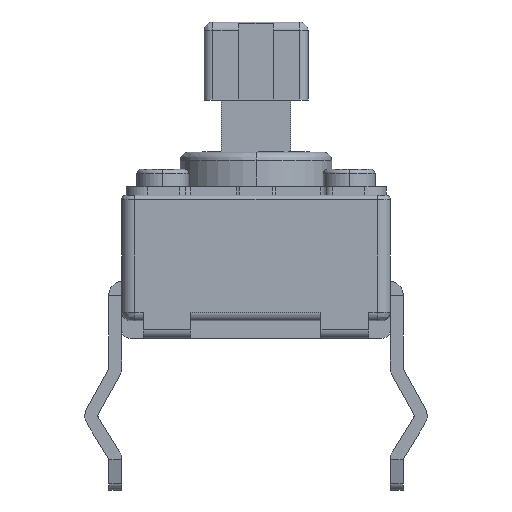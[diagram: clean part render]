
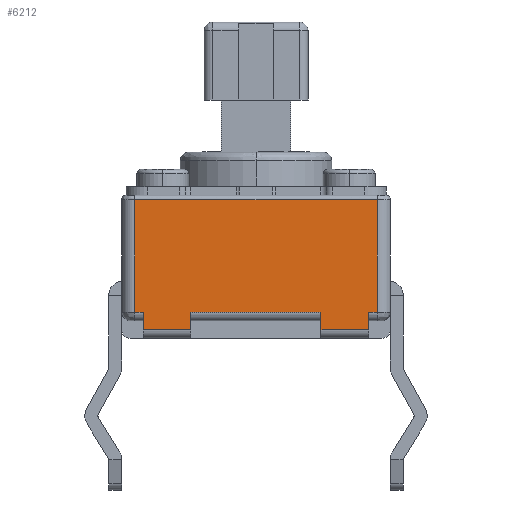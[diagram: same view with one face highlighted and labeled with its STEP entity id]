
A CAD part, front view. The second image highlights one B-rep face of the part: STEP entity #6212.
In plain terms, the highlighted planar face has unit normal (0, -1, 0).
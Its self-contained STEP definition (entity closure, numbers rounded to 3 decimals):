
#2310 = VERTEX_POINT('',#2311);
#2311 = CARTESIAN_POINT('',(1.5,-3.1,0.2));
#2318 = EDGE_CURVE('',#2310,#2319,#2321,.T.);
#2319 = VERTEX_POINT('',#2320);
#2320 = CARTESIAN_POINT('',(1.5,-3.1,0.6));
#2321 = LINE('',#2322,#2323);
#2322 = CARTESIAN_POINT('',(1.5,-3.1,0.4));
#2323 = VECTOR('',#2324,1.);
#2324 = DIRECTION('',(0.,0.,1.));
#2341 = EDGE_CURVE('',#2342,#2344,#2346,.T.);
#2342 = VERTEX_POINT('',#2343);
#2343 = CARTESIAN_POINT('',(-1.5,-3.1,0.6));
#2344 = VERTEX_POINT('',#2345);
#2345 = CARTESIAN_POINT('',(-1.5,-3.1,0.2));
#2346 = LINE('',#2347,#2348);
#2347 = CARTESIAN_POINT('',(-1.5,-3.1,0.4));
#2348 = VECTOR('',#2349,1.);
#2349 = DIRECTION('',(0.,0.,-1.));
#3838 = VERTEX_POINT('',#3839);
#3839 = CARTESIAN_POINT('',(-2.6,-3.1,0.2));
#3846 = EDGE_CURVE('',#3838,#3847,#3849,.T.);
#3847 = VERTEX_POINT('',#3848);
#3848 = CARTESIAN_POINT('',(-2.6,-3.1,0.6));
#3849 = LINE('',#3850,#3851);
#3850 = CARTESIAN_POINT('',(-2.6,-3.1,0.4));
#3851 = VECTOR('',#3852,1.);
#3852 = DIRECTION('',(0.,0.,1.));
#4661 = VERTEX_POINT('',#4662);
#4662 = CARTESIAN_POINT('',(2.6,-3.1,0.6));
#4669 = EDGE_CURVE('',#4661,#4670,#4672,.T.);
#4670 = VERTEX_POINT('',#4671);
#4671 = CARTESIAN_POINT('',(2.6,-3.1,0.2));
#4672 = LINE('',#4673,#4674);
#4673 = CARTESIAN_POINT('',(2.6,-3.1,0.4));
#4674 = VECTOR('',#4675,1.);
#4675 = DIRECTION('',(0.,0.,-1.));
#4702 = EDGE_CURVE('',#2319,#2342,#4703,.T.);
#4703 = LINE('',#4704,#4705);
#4704 = CARTESIAN_POINT('',(0.,-3.1,0.6));
#4705 = VECTOR('',#4706,1.);
#4706 = DIRECTION('',(-1.,0.,0.));
#4718 = EDGE_CURVE('',#2344,#3838,#4719,.T.);
#4719 = LINE('',#4720,#4721);
#4720 = CARTESIAN_POINT('',(0.,-3.1,0.2));
#4721 = VECTOR('',#4722,1.);
#4722 = DIRECTION('',(-1.,0.,0.));
#4736 = VERTEX_POINT('',#4737);
#4737 = CARTESIAN_POINT('',(-2.8,-3.1,0.6));
#4751 = EDGE_CURVE('',#3847,#4736,#4752,.T.);
#4752 = LINE('',#4753,#4754);
#4753 = CARTESIAN_POINT('',(0.,-3.1,0.6));
#4754 = VECTOR('',#4755,1.);
#4755 = DIRECTION('',(-1.,0.,0.));
#4768 = VERTEX_POINT('',#4769);
#4769 = CARTESIAN_POINT('',(-2.8,-3.1,3.2));
#4776 = EDGE_CURVE('',#4768,#4777,#4779,.T.);
#4777 = VERTEX_POINT('',#4778);
#4778 = CARTESIAN_POINT('',(2.8,-3.1,3.2));
#4779 = LINE('',#4780,#4781);
#4780 = CARTESIAN_POINT('',(0.,-3.1,3.2));
#4781 = VECTOR('',#4782,1.);
#4782 = DIRECTION('',(1.,0.,0.));
#4832 = EDGE_CURVE('',#4670,#2310,#4833,.T.);
#4833 = LINE('',#4834,#4835);
#4834 = CARTESIAN_POINT('',(0.,-3.1,0.2));
#4835 = VECTOR('',#4836,1.);
#4836 = DIRECTION('',(-1.,0.,0.));
#4848 = VERTEX_POINT('',#4849);
#4849 = CARTESIAN_POINT('',(2.8,-3.1,0.6));
#4858 = EDGE_CURVE('',#4848,#4661,#4859,.T.);
#4859 = LINE('',#4860,#4861);
#4860 = CARTESIAN_POINT('',(0.,-3.1,0.6));
#4861 = VECTOR('',#4862,1.);
#4862 = DIRECTION('',(-1.,0.,0.));
#6212 = ADVANCED_FACE('',(#6213),#6237,.F.);
#6213 = FACE_BOUND('',#6214,.T.);
#6214 = EDGE_LOOP('',(#6215,#6216,#6217,#6218,#6224,#6225,#6231,#6232,
    #6233,#6234,#6235,#6236));
#6215 = ORIENTED_EDGE('',*,*,#4832,.F.);
#6216 = ORIENTED_EDGE('',*,*,#4669,.F.);
#6217 = ORIENTED_EDGE('',*,*,#4858,.F.);
#6218 = ORIENTED_EDGE('',*,*,#6219,.F.);
#6219 = EDGE_CURVE('',#4777,#4848,#6220,.T.);
#6220 = LINE('',#6221,#6222);
#6221 = CARTESIAN_POINT('',(2.8,-3.1,3.3));
#6222 = VECTOR('',#6223,1.);
#6223 = DIRECTION('',(0.,0.,-1.));
#6224 = ORIENTED_EDGE('',*,*,#4776,.F.);
#6225 = ORIENTED_EDGE('',*,*,#6226,.F.);
#6226 = EDGE_CURVE('',#4736,#4768,#6227,.T.);
#6227 = LINE('',#6228,#6229);
#6228 = CARTESIAN_POINT('',(-2.8,-3.1,3.3));
#6229 = VECTOR('',#6230,1.);
#6230 = DIRECTION('',(0.,0.,1.));
#6231 = ORIENTED_EDGE('',*,*,#4751,.F.);
#6232 = ORIENTED_EDGE('',*,*,#3846,.F.);
#6233 = ORIENTED_EDGE('',*,*,#4718,.F.);
#6234 = ORIENTED_EDGE('',*,*,#2341,.F.);
#6235 = ORIENTED_EDGE('',*,*,#4702,.F.);
#6236 = ORIENTED_EDGE('',*,*,#2318,.F.);
#6237 = PLANE('',#6238);
#6238 = AXIS2_PLACEMENT_3D('',#6239,#6240,#6241);
#6239 = CARTESIAN_POINT('',(0.,-3.1,3.3));
#6240 = DIRECTION('',(-0.,1.,0.));
#6241 = DIRECTION('',(1.,0.,0.));
